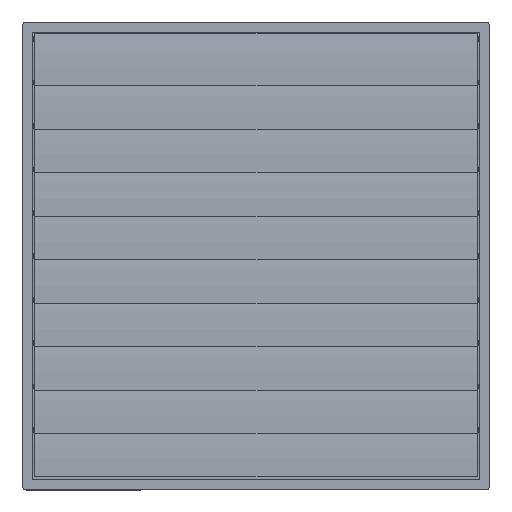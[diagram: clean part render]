
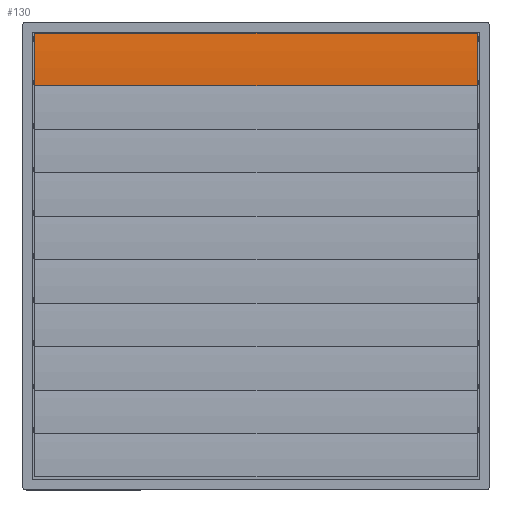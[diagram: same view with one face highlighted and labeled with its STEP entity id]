
A CAD part, top view. The second image highlights one B-rep face of the part: STEP entity #130.
In plain terms, the highlighted cylindrical face has radius 483.877 mm (diameter 967.755 mm), a partial arc.
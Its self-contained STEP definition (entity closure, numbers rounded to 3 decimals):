
#1 = ORIENTED_EDGE ( 'NONE', *, *, #1341, .T. ) ;
#34 = EDGE_CURVE ( 'NONE', #4195, #2180, #4184, .T. ) ;
#43 = CARTESIAN_POINT ( 'NONE',  ( 259., 3.725, -55. ) ) ;
#62 = AXIS2_PLACEMENT_3D ( 'NONE', #4008, #3201, #205 ) ;
#120 = ORIENTED_EDGE ( 'NONE', *, *, #2457, .F. ) ;
#130 = ADVANCED_FACE ( 'NONE', ( #2326 ), #3843, .T. ) ;
#205 = DIRECTION ( 'NONE',  ( 0., 0., -1. ) ) ;
#290 = ORIENTED_EDGE ( 'NONE', *, *, #34, .F. ) ;
#421 = CARTESIAN_POINT ( 'NONE',  ( 259., -479.565, -31.169 ) ) ;
#483 = CARTESIAN_POINT ( 'NONE',  ( 259., 2.804, 7. ) ) ;
#484 = VECTOR ( 'NONE', #4518, 1000. ) ;
#843 = DIRECTION ( 'NONE',  ( -1., 0., 0. ) ) ;
#891 = ORIENTED_EDGE ( 'NONE', *, *, #2372, .T. ) ;
#959 = AXIS2_PLACEMENT_3D ( 'NONE', #421, #1271, #4621 ) ;
#1079 = DIRECTION ( 'NONE',  ( 1., 0., 0. ) ) ;
#1271 = DIRECTION ( 'NONE',  ( -1., 0., 0. ) ) ;
#1287 = CARTESIAN_POINT ( 'NONE',  ( 259., 3.725, -55. ) ) ;
#1341 = EDGE_CURVE ( 'NONE', #3637, #2180, #3111, .T. ) ;
#1496 = CARTESIAN_POINT ( 'NONE',  ( -259., -479.565, -31.169 ) ) ;
#1519 = AXIS2_PLACEMENT_3D ( 'NONE', #1496, #1079, #3362 ) ;
#1915 = CARTESIAN_POINT ( 'NONE',  ( 259., 2.804, 7. ) ) ;
#1991 = CIRCLE ( 'NONE', #62, 483.877 ) ;
#2180 = VERTEX_POINT ( 'NONE', #4151 ) ;
#2326 = FACE_OUTER_BOUND ( 'NONE', #3900, .T. ) ;
#2372 = EDGE_CURVE ( 'NONE', #3044, #3637, #4714, .T. ) ;
#2408 = VECTOR ( 'NONE', #843, 1000. ) ;
#2457 = EDGE_CURVE ( 'NONE', #3044, #4195, #1991, .T. ) ;
#3044 = VERTEX_POINT ( 'NONE', #43 ) ;
#3111 = CIRCLE ( 'NONE', #1519, 483.877 ) ;
#3201 = DIRECTION ( 'NONE',  ( 1., 0., 0. ) ) ;
#3362 = DIRECTION ( 'NONE',  ( 0., 0., -1. ) ) ;
#3499 = CARTESIAN_POINT ( 'NONE',  ( -259., 3.725, -55. ) ) ;
#3637 = VERTEX_POINT ( 'NONE', #3499 ) ;
#3843 = CYLINDRICAL_SURFACE ( 'NONE', #959, 483.877 ) ;
#3900 = EDGE_LOOP ( 'NONE', ( #120, #891, #1, #290 ) ) ;
#4008 = CARTESIAN_POINT ( 'NONE',  ( 259., -479.565, -31.169 ) ) ;
#4151 = CARTESIAN_POINT ( 'NONE',  ( -259., 2.804, 7. ) ) ;
#4184 = LINE ( 'NONE', #1915, #484 ) ;
#4195 = VERTEX_POINT ( 'NONE', #483 ) ;
#4518 = DIRECTION ( 'NONE',  ( -1., 0., 0. ) ) ;
#4621 = DIRECTION ( 'NONE',  ( 0., 0., 1. ) ) ;
#4714 = LINE ( 'NONE', #1287, #2408 ) ;
